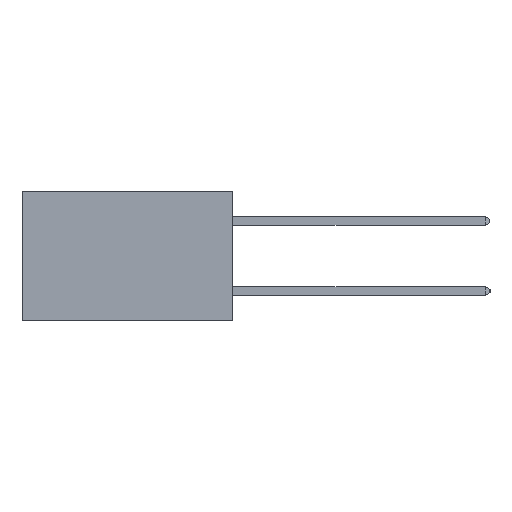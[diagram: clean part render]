
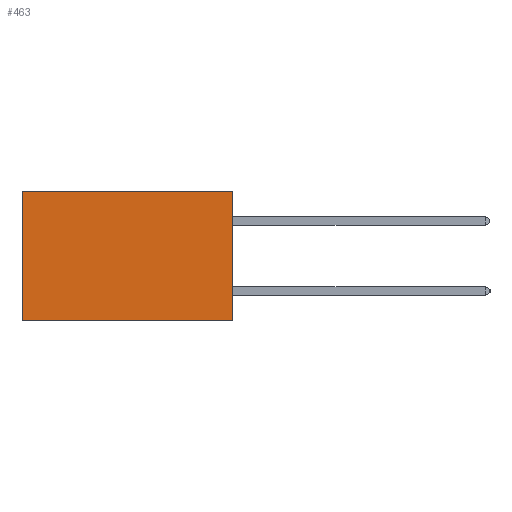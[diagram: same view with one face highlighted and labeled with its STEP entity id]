
A CAD part, left-side view. The second image highlights one B-rep face of the part: STEP entity #463.
In plain terms, the highlighted planar face has unit normal (-1, 0, 0).
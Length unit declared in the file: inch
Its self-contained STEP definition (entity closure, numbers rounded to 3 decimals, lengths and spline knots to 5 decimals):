
#463 = ADVANCED_FACE ( 'NONE', ( #13576 ), #18439, .F. ) ;
#821 = LINE ( 'NONE', #15462, #17988 ) ;
#2874 = CARTESIAN_POINT ( 'NONE',  ( 0.2875, 0.6, 0. ) ) ;
#3075 = DIRECTION ( 'NONE',  ( 0., 0., -1. ) ) ;
#4207 = EDGE_CURVE ( 'NONE', #20355, #16432, #9893, .T. ) ;
#4298 = VERTEX_POINT ( 'NONE', #19703 ) ;
#5336 = EDGE_CURVE ( 'NONE', #13562, #4298, #8346, .T. ) ;
#5385 = CARTESIAN_POINT ( 'NONE',  ( 0.2875, 0., -0.37 ) ) ;
#6322 = DIRECTION ( 'NONE',  ( 0., 0., -1. ) ) ;
#6681 = DIRECTION ( 'NONE',  ( 0., 1., 0. ) ) ;
#7286 = VECTOR ( 'NONE', #6322, 39.37008 ) ;
#7474 = ORIENTED_EDGE ( 'NONE', *, *, #5336, .T. ) ;
#8068 = ORIENTED_EDGE ( 'NONE', *, *, #4207, .F. ) ;
#8346 = LINE ( 'NONE', #2874, #7286 ) ;
#9528 = CARTESIAN_POINT ( 'NONE',  ( 0.2875, 0., 0. ) ) ;
#9562 = LINE ( 'NONE', #16445, #18690 ) ;
#9705 = ORIENTED_EDGE ( 'NONE', *, *, #18952, .F. ) ;
#9722 = CARTESIAN_POINT ( 'NONE',  ( 0.2875, 0., 0. ) ) ;
#9893 = LINE ( 'NONE', #9722, #13694 ) ;
#10481 = AXIS2_PLACEMENT_3D ( 'NONE', #18001, #17673, #17653 ) ;
#12342 = ORIENTED_EDGE ( 'NONE', *, *, #20467, .T. ) ;
#13190 = CARTESIAN_POINT ( 'NONE',  ( 0.2875, 0.6, 0. ) ) ;
#13562 = VERTEX_POINT ( 'NONE', #13190 ) ;
#13576 = FACE_OUTER_BOUND ( 'NONE', #21022, .T. ) ;
#13694 = VECTOR ( 'NONE', #3075, 39.37008 ) ;
#15462 = CARTESIAN_POINT ( 'NONE',  ( 0.2875, 0., -0.37 ) ) ;
#16432 = VERTEX_POINT ( 'NONE', #5385 ) ;
#16445 = CARTESIAN_POINT ( 'NONE',  ( 0.2875, 0., 0. ) ) ;
#17653 = DIRECTION ( 'NONE',  ( 0., 0., -1. ) ) ;
#17673 = DIRECTION ( 'NONE',  ( 1., 0., 0. ) ) ;
#17988 = VECTOR ( 'NONE', #20314, 39.37008 ) ;
#18001 = CARTESIAN_POINT ( 'NONE',  ( 0.2875, 0., 0. ) ) ;
#18439 = PLANE ( 'NONE',  #10481 ) ;
#18690 = VECTOR ( 'NONE', #6681, 39.37008 ) ;
#18952 = EDGE_CURVE ( 'NONE', #16432, #4298, #821, .T. ) ;
#19703 = CARTESIAN_POINT ( 'NONE',  ( 0.2875, 0.6, -0.37 ) ) ;
#20314 = DIRECTION ( 'NONE',  ( 0., 1., 0. ) ) ;
#20355 = VERTEX_POINT ( 'NONE', #9528 ) ;
#20467 = EDGE_CURVE ( 'NONE', #20355, #13562, #9562, .T. ) ;
#21022 = EDGE_LOOP ( 'NONE', ( #7474, #9705, #8068, #12342 ) ) ;
